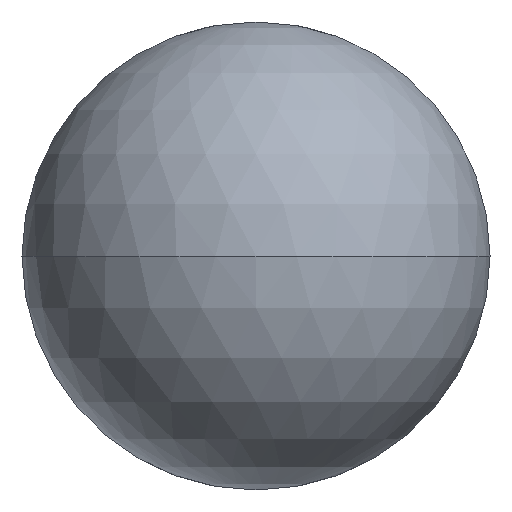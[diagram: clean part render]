
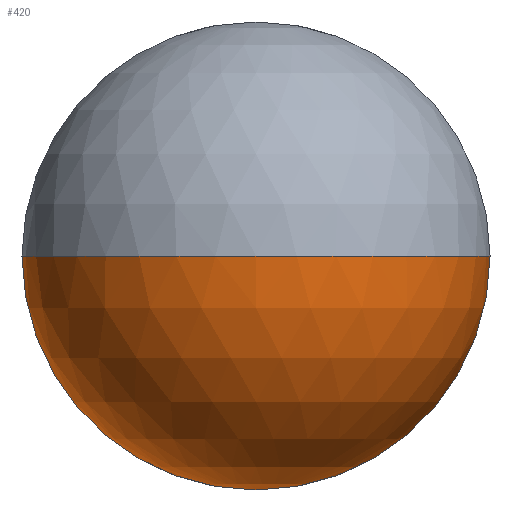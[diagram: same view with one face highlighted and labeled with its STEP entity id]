
A CAD part, front view. The second image highlights one B-rep face of the part: STEP entity #420.
In plain terms, the highlighted spherical face has radius 7.938 mm.
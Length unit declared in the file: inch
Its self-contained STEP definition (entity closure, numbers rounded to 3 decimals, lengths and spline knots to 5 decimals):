
#17 = CARTESIAN_POINT ( 'NONE',  ( 0., 0.3125, 0. ) ) ;
#18 = VERTEX_POINT ( 'NONE', #418 ) ;
#51 = EDGE_CURVE ( 'NONE', #18, #106, #63, .T. ) ;
#53 = VERTEX_POINT ( 'NONE', #129 ) ;
#60 = CARTESIAN_POINT ( 'NONE',  ( 0., 0.3125, 0. ) ) ;
#63 = CIRCLE ( 'NONE', #508, 0.3125 ) ;
#89 = DIRECTION ( 'NONE',  ( 1., 0., 0. ) ) ;
#93 = DIRECTION ( 'NONE',  ( -1., 0., 0. ) ) ;
#94 = EDGE_CURVE ( 'NONE', #106, #139, #254, .T. ) ;
#106 = VERTEX_POINT ( 'NONE', #258 ) ;
#119 = AXIS2_PLACEMENT_3D ( 'NONE', #17, #446, #89 ) ;
#126 = CARTESIAN_POINT ( 'NONE',  ( 0., 0.3125, 0. ) ) ;
#129 = CARTESIAN_POINT ( 'NONE',  ( 0., 0., 0. ) ) ;
#139 = VERTEX_POINT ( 'NONE', #512 ) ;
#145 = DIRECTION ( 'NONE',  ( 0., 0., -1. ) ) ;
#147 = AXIS2_PLACEMENT_3D ( 'NONE', #163, #419, #490 ) ;
#150 = FACE_OUTER_BOUND ( 'NONE', #500, .T. ) ;
#163 = CARTESIAN_POINT ( 'NONE',  ( 0., 0.3125, 0. ) ) ;
#206 = DIRECTION ( 'NONE',  ( 0., -1., 0. ) ) ;
#227 = AXIS2_PLACEMENT_3D ( 'NONE', #514, #468, #145 ) ;
#254 = CIRCLE ( 'NONE', #227, 0.3125 ) ;
#255 = AXIS2_PLACEMENT_3D ( 'NONE', #60, #417, #93 ) ;
#258 = CARTESIAN_POINT ( 'NONE',  ( 0., 0.3125, -0.3125 ) ) ;
#262 = CIRCLE ( 'NONE', #119, 0.3125 ) ;
#277 = DIRECTION ( 'NONE',  ( 0., 0., -1. ) ) ;
#324 = ORIENTED_EDGE ( 'NONE', *, *, #336, .F. ) ;
#336 = EDGE_CURVE ( 'NONE', #18, #53, #262, .T. ) ;
#377 = SPHERICAL_SURFACE ( 'NONE', #147, 0.3125 ) ;
#381 = ORIENTED_EDGE ( 'NONE', *, *, #519, .T. ) ;
#394 = ORIENTED_EDGE ( 'NONE', *, *, #51, .T. ) ;
#408 = CIRCLE ( 'NONE', #255, 0.3125 ) ;
#417 = DIRECTION ( 'NONE',  ( 0., 0., -1. ) ) ;
#418 = CARTESIAN_POINT ( 'NONE',  ( -0.3125, 0.3125, 0. ) ) ;
#419 = DIRECTION ( 'NONE',  ( 0., 0., -1. ) ) ;
#420 = ADVANCED_FACE ( 'NONE', ( #150 ), #377, .T. ) ;
#426 = ORIENTED_EDGE ( 'NONE', *, *, #94, .T. ) ;
#446 = DIRECTION ( 'NONE',  ( 0., 0., 1. ) ) ;
#468 = DIRECTION ( 'NONE',  ( 0., -1., 0. ) ) ;
#490 = DIRECTION ( 'NONE',  ( -1., 0., 0. ) ) ;
#500 = EDGE_LOOP ( 'NONE', ( #394, #426, #381, #324 ) ) ;
#508 = AXIS2_PLACEMENT_3D ( 'NONE', #126, #206, #277 ) ;
#512 = CARTESIAN_POINT ( 'NONE',  ( 0.3125, 0.3125, 0. ) ) ;
#514 = CARTESIAN_POINT ( 'NONE',  ( 0., 0.3125, 0. ) ) ;
#519 = EDGE_CURVE ( 'NONE', #139, #53, #408, .T. ) ;
